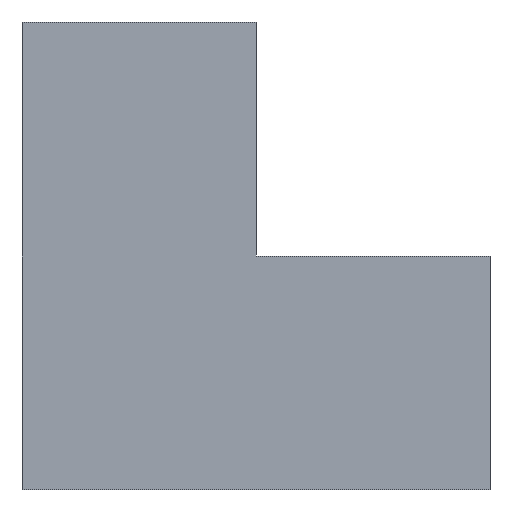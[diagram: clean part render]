
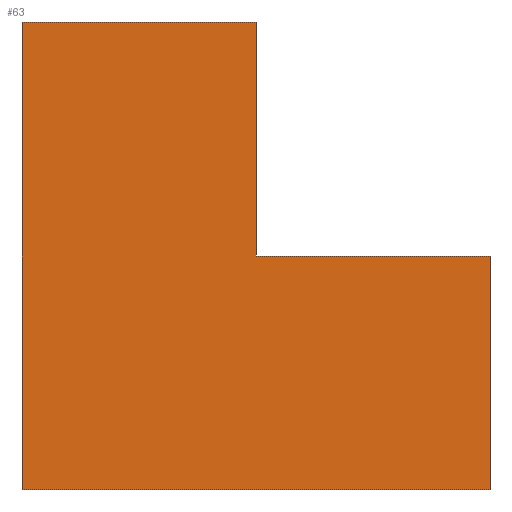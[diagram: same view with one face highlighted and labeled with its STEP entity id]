
A CAD part, top view. The second image highlights one B-rep face of the part: STEP entity #63.
In plain terms, the highlighted planar face has unit normal (0, 0, -1).
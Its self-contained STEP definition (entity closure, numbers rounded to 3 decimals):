
#20=ORIENTED_EDGE('',*,*,#28,.T.);
#21=ORIENTED_EDGE('',*,*,#29,.T.);
#22=ORIENTED_EDGE('',*,*,#30,.T.);
#23=ORIENTED_EDGE('',*,*,#31,.T.);
#24=ORIENTED_EDGE('',*,*,#32,.T.);
#25=ORIENTED_EDGE('',*,*,#33,.T.);
#26=ORIENTED_EDGE('',*,*,#34,.T.);
#27=ORIENTED_EDGE('',*,*,#35,.T.);
#28=EDGE_CURVE('',#36,#37,#44,.F.);
#29=EDGE_CURVE('',#37,#38,#45,.F.);
#30=EDGE_CURVE('',#38,#39,#46,.F.);
#31=EDGE_CURVE('',#39,#40,#47,.F.);
#32=EDGE_CURVE('',#40,#41,#48,.F.);
#33=EDGE_CURVE('',#41,#42,#49,.F.);
#34=EDGE_CURVE('',#42,#43,#50,.F.);
#35=EDGE_CURVE('',#43,#36,#51,.F.);
#36=VERTEX_POINT('',#93);
#37=VERTEX_POINT('',#94);
#38=VERTEX_POINT('',#96);
#39=VERTEX_POINT('',#98);
#40=VERTEX_POINT('',#100);
#41=VERTEX_POINT('',#102);
#42=VERTEX_POINT('',#104);
#43=VERTEX_POINT('',#106);
#44=LINE('',#92,#52);
#45=LINE('',#95,#53);
#46=LINE('',#97,#54);
#47=LINE('',#99,#55);
#48=LINE('',#101,#56);
#49=LINE('',#103,#57);
#50=LINE('',#105,#58);
#51=LINE('',#107,#59);
#52=VECTOR('',#82,1000.);
#53=VECTOR('',#83,1000.);
#54=VECTOR('',#84,1000.);
#55=VECTOR('',#85,1000.);
#56=VECTOR('',#86,1000.);
#57=VECTOR('',#87,1000.);
#58=VECTOR('',#88,1000.);
#59=VECTOR('',#89,1000.);
#60=EDGE_LOOP('',(#20,#21,#22,#23,#24,#25,#26,#27));
#61=FACE_BOUND('',#60,.T.);
#62=PLANE('',#77);
#63=ADVANCED_FACE('',(#61),#62,.F.);
#77=AXIS2_PLACEMENT_3D('',#91,#80,#81);
#80=DIRECTION('',(0.,0.,1.));
#81=DIRECTION('',(1.,0.,0.));
#82=DIRECTION('',(0.,1.,0.));
#83=DIRECTION('',(1.,0.,0.));
#84=DIRECTION('',(1.,0.,0.));
#85=DIRECTION('',(0.,-1.,0.));
#86=DIRECTION('',(0.,-1.,0.));
#87=DIRECTION('',(-1.,0.,0.));
#88=DIRECTION('',(0.,1.,0.));
#89=DIRECTION('',(-1.,0.,0.));
#91=CARTESIAN_POINT('',(15.,-5.,0.));
#92=CARTESIAN_POINT('',(20.,-20.,0.));
#93=CARTESIAN_POINT('',(20.,0.,0.));
#94=CARTESIAN_POINT('',(20.,-20.,0.));
#95=CARTESIAN_POINT('',(0.,-20.,0.));
#96=CARTESIAN_POINT('',(0.,-20.,0.));
#97=CARTESIAN_POINT('',(-20.,-20.,0.));
#98=CARTESIAN_POINT('',(-20.,-20.,0.));
#99=CARTESIAN_POINT('',(-20.,0.,0.));
#100=CARTESIAN_POINT('',(-20.,0.,0.));
#101=CARTESIAN_POINT('',(-20.,20.,0.));
#102=CARTESIAN_POINT('',(-20.,20.,0.));
#103=CARTESIAN_POINT('',(0.,20.,0.));
#104=CARTESIAN_POINT('',(0.,20.,0.));
#105=CARTESIAN_POINT('',(0.,0.,0.));
#106=CARTESIAN_POINT('',(0.,0.,0.));
#107=CARTESIAN_POINT('',(20.,0.,0.));
